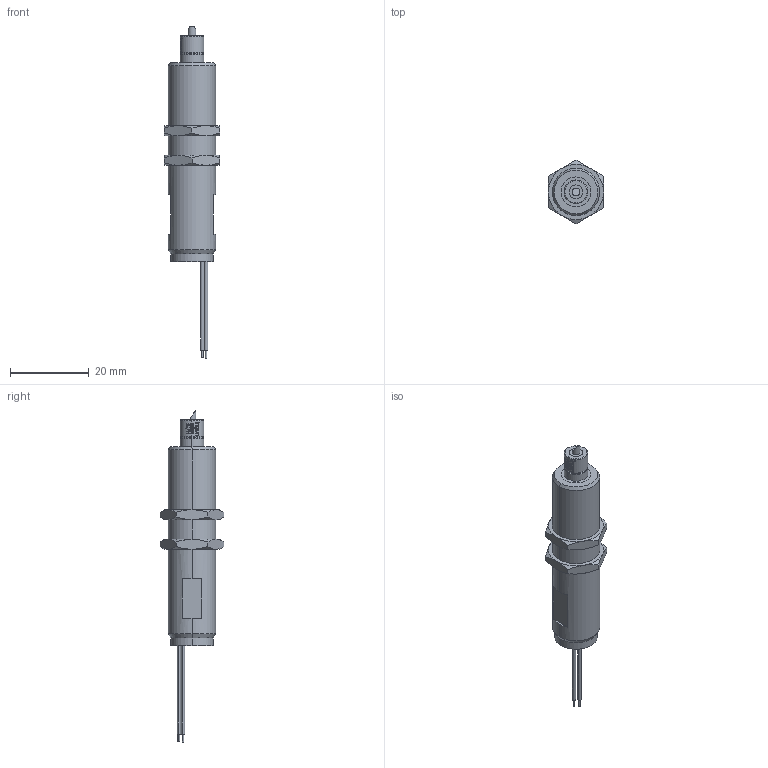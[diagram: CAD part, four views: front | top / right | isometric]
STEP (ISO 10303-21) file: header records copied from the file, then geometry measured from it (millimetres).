
FILE_DESCRIPTION (( 'STEP AP214' ), '1' );
FILE_NAME ('INGUN_25251.STEP', '2021-09-13T11:59:42', ( '' ), ( '' ), 'SwSTEP 2.0', 'SolidWorks 2018', '' );
FILE_SCHEMA (( 'AUTOMOTIVE_DESIGN' ));
Length unit declared in the file: millimetre
Products named in the file (1): INGUN_25251
Bounding box: 14 x 16.17 x 84.19 mm (x, y, z)
Surface area: 3782.6 mm2 (no closed solid volume)
Topology: 0 solids, 11 shells, 469 faces, 1165 edges, 749 vertices
Faces by surface type: plane 215, cylinder 106, bspline 80, cone 62, torus 6
Entity records: 18856 total; most frequent: CARTESIAN_POINT 7212, ORIENTED_EDGE 2316, DIRECTION 1982, EDGE_CURVE 1159, VERTEX_POINT 749, AXIS2_PLACEMENT_3D 696, LINE 590, VECTOR 590
